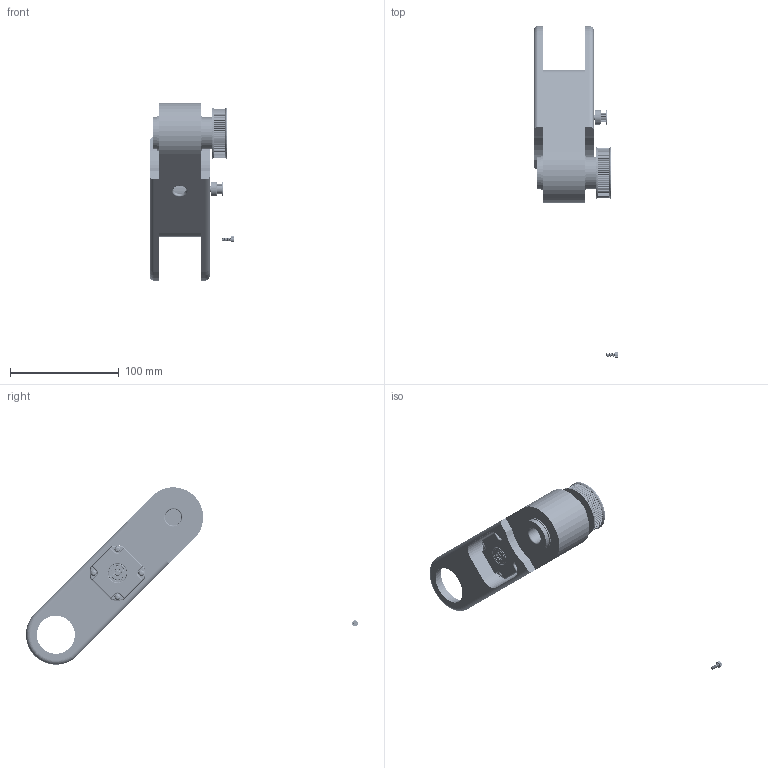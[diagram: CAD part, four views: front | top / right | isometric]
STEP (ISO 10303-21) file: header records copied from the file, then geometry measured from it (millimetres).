
FILE_DESCRIPTION(/* description */ (''),/* implementation_level */ '2;1');
FILE_NAME(/* name */ 'robot_arm_joint_3.step',/* time_stamp */ '2026-04-04T20:06:08+08:00',/* author */ (''),/* organization */ (''),/* preprocessor_version */ 'ST-DEVELOPER v20.1',/* originating_system */ 'Autodesk Translation Framework v14.24.0.0',/* authorisation */ '');
FILE_SCHEMA (('AUTOMOTIVE_DESIGN { 1 0 10303 214 3 1 1 }'));
Products named in the file (7): robot_arm_joint_3_new; robot_arm_joint_3_new_1; 6627T66_Stepper Motor; 90751A111_18-8 Stainless Steel Socket Head Screws; 90751A111_18-8 Stainless Steel Socket Head Screws (1); GT2+Timing+Pulley v12; 1375K14_NO THREADS_MXL Series Timing Belt Pulley
Assembly tree (6 placements, depth 3):
  robot_arm_joint_3_new
    robot_arm_joint_3_new_1
      6627T66_Stepper Motor
      90751A111_18-8 Stainless Steel Socket Head Screws
      90751A111_18-8 Stainless Steel Socket Head Screws (1)
    GT2+Timing+Pulley v12
    1375K14_NO THREADS_MXL Series Timing Belt Pulley
Bounding box: 77.5 x 304.84 x 162.62 mm (x, y, z)
Volume: 346755.4 mm3; surface area: 98953 mm2
Topology: 19 solids, 19 shells, 2179 faces, 5912 edges, 3809 vertices
Faces by surface type: cylinder 1309, plane 731, bspline 48, cone 47, torus 36, sphere 8
Full cylindrical faces by diameter (mm): 2.2 x4, 2.529 x120, 2.845 x2, 3 x66, 3.086 x64, 3.175 x1, 3.25 x4, 4 x4, 5 x4, 5.254 x1, 5.499 x4, 7.286 x1, 7.54 x1, 7.62 x1, 9.068 x1, 9.144 x1, 11.918 x1, 12.5 x1, 13.462 x1, 15 x2, 16.938 x1, 17.145 x1, 21.996 x1, 26.924 x1, 29.8 x1, 29.9 x2, 32 x2, 35 x2, 37.1 x2, 47.329 x2
Entity records: 129026 total; most frequent: CARTESIAN_POINT 76359, ORIENTED_EDGE 11820, DIRECTION 10032, EDGE_CURVE 5910, AXIS2_PLACEMENT_3D 3939, VERTEX_POINT 3809, EDGE_LOOP 2275, FACE_OUTER_BOUND 2179
